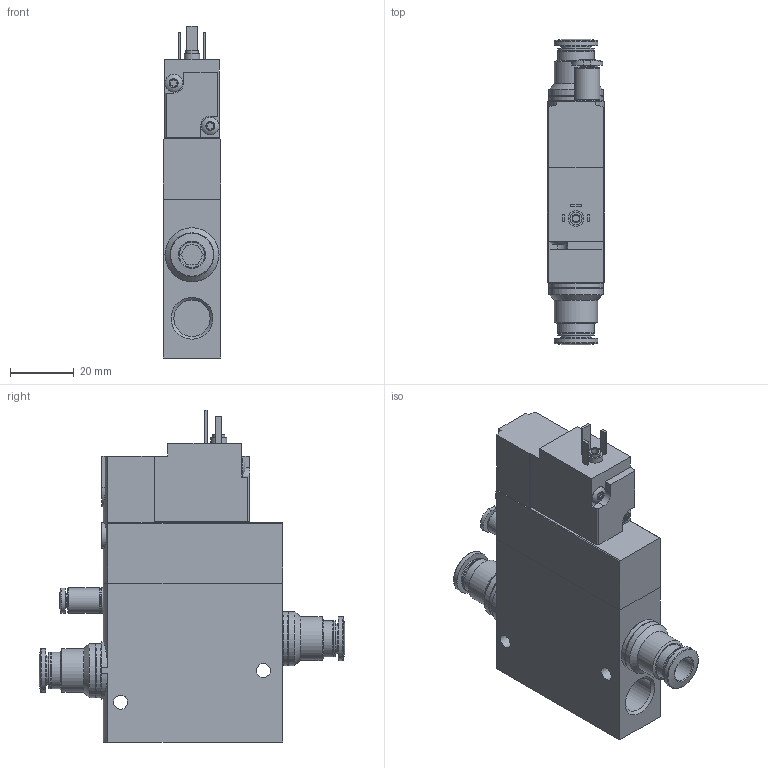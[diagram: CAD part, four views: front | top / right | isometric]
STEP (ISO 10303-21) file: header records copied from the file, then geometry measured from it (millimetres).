
FILE_DESCRIPTION(/* description */ ('STEP AP214'),/* implementation_level */ '2;1');
FILE_NAME(/* name */ '163797_CPE18-M3H-3GLS-QS-8',/* time_stamp */ '2024-08-06T20:37:10+02:00',/* author */ ('License CC BY-ND 4.0'),/* organization */ ('CADENAS'),/* preprocessor_version */ 'ST-DEVELOPER v19.3',/* originating_system */ 'PARTsolutions',/* authorisation */ ' ');
FILE_SCHEMA (('AUTOMOTIVE_DESIGN {1 0 10303 214 3 1 1}'));
Length unit declared in the file: millimetre
Products named in the file (5): 163797 CPE18-M3H-3GLS-QS-8; CPE18-...-3/2; 186110 QS-G1/4-8-I; CPE18-KMEB_M3H; 153313 QSM-M5-3-I
Assembly tree (5 placements, depth 2):
  163797 CPE18-M3H-3GLS-QS-8
    CPE18-...-3/2
    186110 QS-G1/4-8-I  x2
    CPE18-KMEB_M3H
    153313 QSM-M5-3-I
Bounding box: 18 x 96.2 x 104.5 mm (x, y, z)
Volume: 88334.7 mm3; surface area: 25363.5 mm2
Topology: 5 solids, 5 shells, 267 faces, 612 edges, 389 vertices
Faces by surface type: plane 123, cylinder 92, cone 40, torus 12
Full cylindrical faces by diameter (mm): 2 x1, 2.013 x1, 2.5 x1, 3 x1, 3.8 x1, 4.134 x2, 4.4 x3, 5 x2, 5.6 x3, 7.8 x3, 8 x5, 9.4 x2, 11.4 x4, 11.445 x3, 13.157 x2, 13.7 x2, 13.8 x2, 16.4 x4, 17 x4
Entity records: 6585 total; most frequent: CARTESIAN_POINT 1205, DIRECTION 974, ORIENTED_EDGE 868, EDGE_CURVE 434, AXIS2_PLACEMENT_3D 379, EDGE_LOOP 315, FACE_BOUND 315, VERTEX_POINT 313
